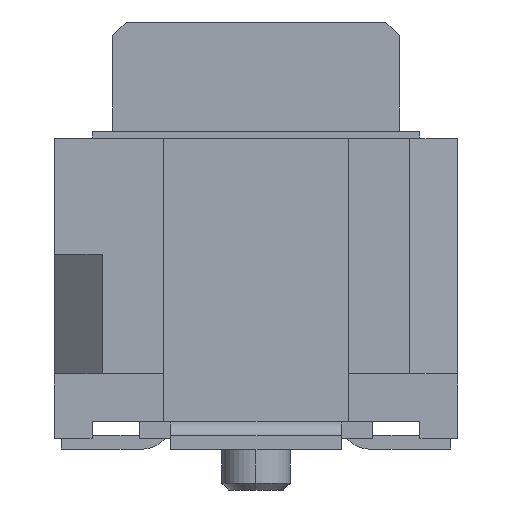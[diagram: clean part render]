
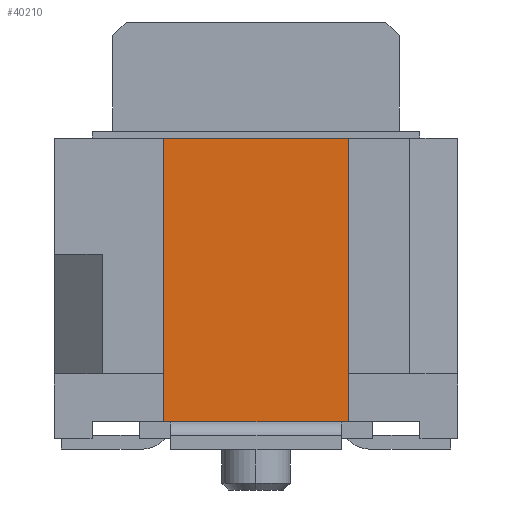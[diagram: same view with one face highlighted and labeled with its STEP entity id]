
A CAD part, front view. The second image highlights one B-rep face of the part: STEP entity #40210.
In plain terms, the highlighted planar face has unit normal (0, -1, 0).
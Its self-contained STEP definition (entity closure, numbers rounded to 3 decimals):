
#23330=CARTESIAN_POINT('',(-0.009,-26.91,1.808)
);
#23340=VERTEX_POINT('',#23330);
#23370=CARTESIAN_POINT('',(0.,-26.91,1.808)
);
#23380=DIRECTION('',(-1.,0.,0.));
#23390=VECTOR('',#23380,1.);
#23400=LINE('',#23370,#23390);
#23410=CARTESIAN_POINT('',(-2.709,-26.91,1.808));
#23420=VERTEX_POINT('',#23410);
#23430=EDGE_CURVE('',#23340,#23420,#23400,.T.);
#24080=CARTESIAN_POINT('',(-2.709,-26.91,
0.));
#24090=DIRECTION('',(0.,0.,1.));
#24100=VECTOR('',#24090,1.);
#24110=LINE('',#24080,#24100);
#24120=CARTESIAN_POINT('',(-2.709,-26.91,-2.342));
#24130=VERTEX_POINT('',#24120);
#24140=EDGE_CURVE('',#24130,#23420,#24110,.T.);
#39980=CARTESIAN_POINT('',(-0.009,-26.91,-1.002
));
#39990=DIRECTION('',(-0.,1.,0.));
#40000=DIRECTION('',(1.,0.,0.));
#40010=AXIS2_PLACEMENT_3D('',#39980,#39990,#40000);
#40020=PLANE('',#40010);
#40030=ORIENTED_EDGE('',*,*,#23430,.T.);
#40040=CARTESIAN_POINT('',(-0.009,-26.91,
0.));
#40050=DIRECTION('',(0.,0.,-1.));
#40060=VECTOR('',#40050,1.);
#40070=LINE('',#40040,#40060);
#40080=CARTESIAN_POINT('',(-0.009,-26.91,-2.342
));
#40090=VERTEX_POINT('',#40080);
#40100=EDGE_CURVE('',#23340,#40090,#40070,.T.);
#40110=ORIENTED_EDGE('',*,*,#40100,.F.);
#40120=CARTESIAN_POINT('',(0.,-26.91,-2.342
));
#40130=DIRECTION('',(-1.,0.,0.));
#40140=VECTOR('',#40130,1.);
#40150=LINE('',#40120,#40140);
#40160=EDGE_CURVE('',#40090,#24130,#40150,.T.);
#40170=ORIENTED_EDGE('',*,*,#40160,.F.);
#40180=ORIENTED_EDGE('',*,*,#24140,.F.);
#40190=EDGE_LOOP('',(#40180,#40170,#40110,#40030));
#40200=FACE_OUTER_BOUND('',#40190,.T.);
#40210=ADVANCED_FACE('',(#40200),#40020,.F.);
